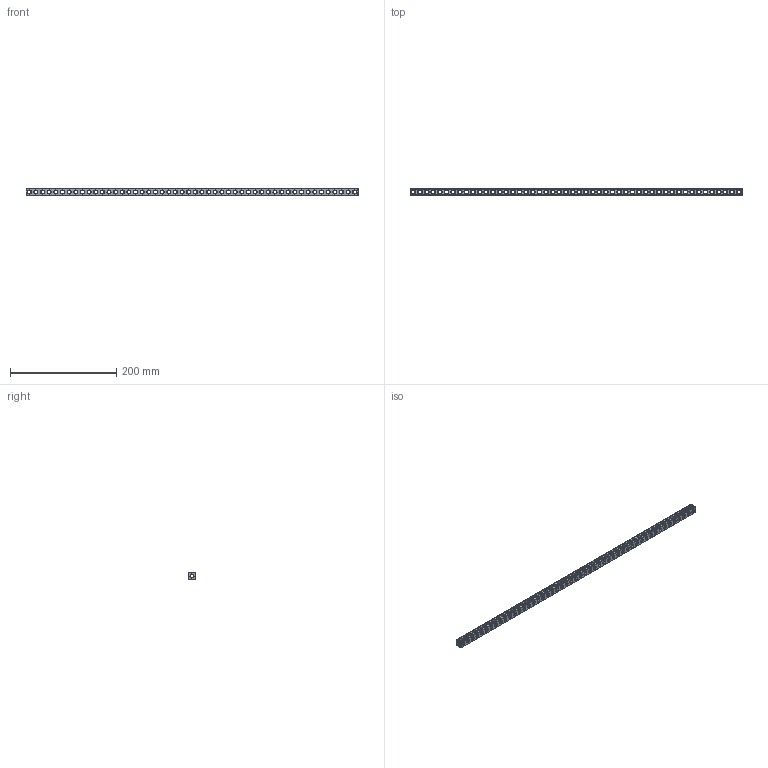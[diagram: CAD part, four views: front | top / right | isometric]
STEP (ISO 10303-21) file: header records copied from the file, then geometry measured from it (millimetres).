
FILE_DESCRIPTION(('FreeCAD Model'),'2;1');
FILE_NAME('Open CASCADE Shape Model','2021-05-30T23:55:45',( 'Paulo Kiefe'),('STEMFIE.org'),'Open CASCADE STEP processor 7.4', 'FreeCAD','Unknown');
FILE_SCHEMA(('AUTOMOTIVE_DESIGN { 1 0 10303 214 1 1 1 1 }'));
Products named in the file (1): Beam_STR_ESS_BU50x01x01_-_SPN-BEM-0087_(stemfie.org)
Bounding box: 625 x 12.5 x 12.5 mm (x, y, z)
Volume: 48810.9 mm3; surface area: 43562.4 mm2
Topology: 1 solids, 1 shells, 1008 faces, 3361 edges, 2240 vertices
Faces by surface type: plane 383, cylinder 301, cone 202, extrusion 122
Full cylindrical faces by diameter (mm): 7 x251, 9.2 x50
Entity records: 98262 total; most frequent: CARTESIAN_POINT 35695, DIRECTION 10622, ORIENTED_EDGE 6722, PCURVE 6722, DEFINITIONAL_REPRESENTATION 6722, VECTOR 5489, LINE 5367, EDGE_CURVE 3361
